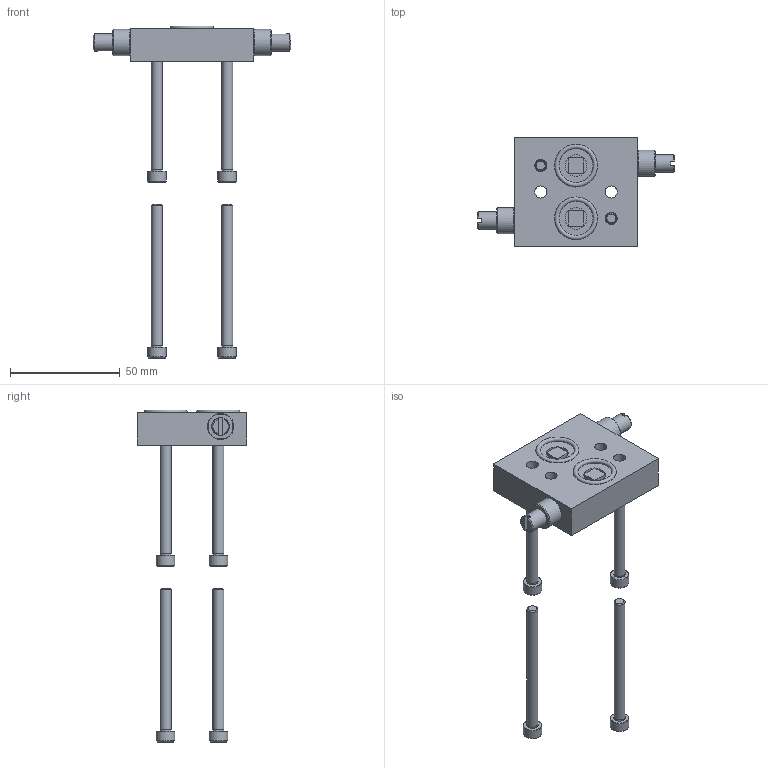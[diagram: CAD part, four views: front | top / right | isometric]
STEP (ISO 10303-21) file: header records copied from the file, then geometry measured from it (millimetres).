
FILE_DESCRIPTION(/* description */ ('STEP AP214'),/* implementation_level */ '2;1');
FILE_NAME(/* name */ '563395_VABF-S7-F1B1P2-F',/* time_stamp */ '2024-09-15T20:33:38+02:00',/* author */ ('License CC BY-ND 4.0'),/* organization */ ('CADENAS'),/* preprocessor_version */ 'ST-DEVELOPER v19.3',/* originating_system */ 'PARTsolutions',/* authorisation */ ' ');
FILE_SCHEMA (('AUTOMOTIVE_DESIGN {1 0 10303 214 3 1 1}'));
Length unit declared in the file: millimetre
Products named in the file (4): 563395 VABF-S7-F1B1P2-F; 563395 VABF-S7-F1B1P2-F---(part); DIN-912 - M5x60(F); DIN-912 - M5x65(F)
Assembly tree (5 placements, depth 2):
  563395 VABF-S7-F1B1P2-F
    563395 VABF-S7-F1B1P2-F---(part)
    DIN-912 - M5x60(F)  x2
    DIN-912 - M5x65(F)  x2
Bounding box: 90 x 50 x 151.01 mm (x, y, z)
Volume: 47686.1 mm3; surface area: 17930.4 mm2
Topology: 5 solids, 5 shells, 176 faces, 354 edges, 206 vertices
Faces by surface type: plane 96, cone 52, cylinder 24, torus 4
Full cylindrical faces by diameter (mm): 5 x4, 5.5 x4, 6 x2, 6.1 x2, 8 x2, 8.5 x4, 9.9 x2, 12 x2, 19.5 x2
Entity records: 3451 total; most frequent: CARTESIAN_POINT 536, DIRECTION 520, ORIENTED_EDGE 396, AXIS2_PLACEMENT_3D 216, EDGE_CURVE 198, FACE_BOUND 184, EDGE_LOOP 182, VERTEX_POINT 140
